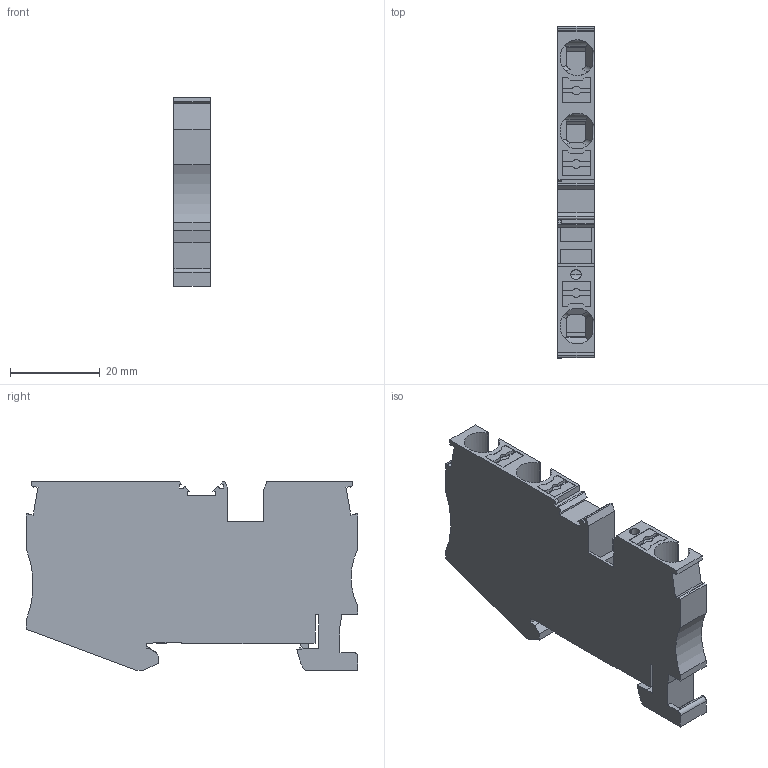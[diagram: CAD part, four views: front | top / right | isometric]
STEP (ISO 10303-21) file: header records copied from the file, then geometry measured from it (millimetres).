
FILE_DESCRIPTION(('Creo Elements/Direct Modeling STEP Export'),'2;1');
FILE_NAME('model.stp','2018-01-19T 3:30:31',(''),(''),'Creo Elements/Direct Modeling STEP processor for AP214 (Solid Model)','Creo Elements/Direct Modeling 18.1I 14-Aug-2016 (C) Parametric Technology GmbH','');
FILE_SCHEMA(('AUTOMOTIVE_DESIGN { 1 0 10303 214 1 1 1 1 }'));
Length unit declared in the file: millimetre
Products named in the file (2): PT_6_TWIN_PE-select
Assembly tree (1 placements, depth 2):
  PT_6_TWIN_PE-select
    PT_6_TWIN_PE-select
Bounding box: 8.15 x 74.12 x 42.2 mm (x, y, z)
Volume: 18071.7 mm3; surface area: 9741.7 mm2
Topology: 1 solids, 1 shells, 242 faces, 698 edges, 462 vertices
Faces by surface type: plane 198, cylinder 44
Entity records: 10934 total; most frequent: CARTESIAN_POINT 2611, ORIENTED_EDGE 1396, DIRECTION 1218, EDGE_CURVE 698, VECTOR 574, LINE 574, VERTEX_POINT 462, AXIS2_PLACEMENT_3D 322
